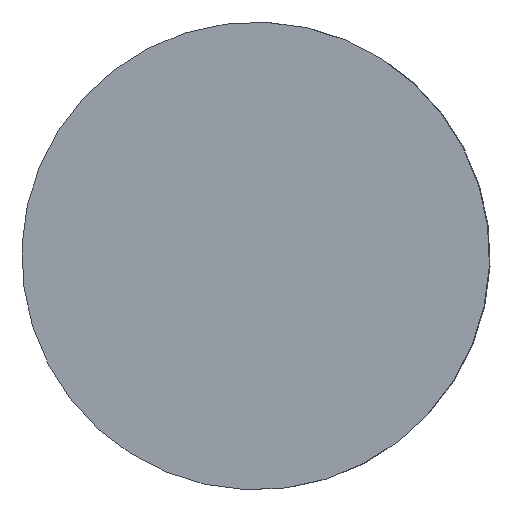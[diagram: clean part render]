
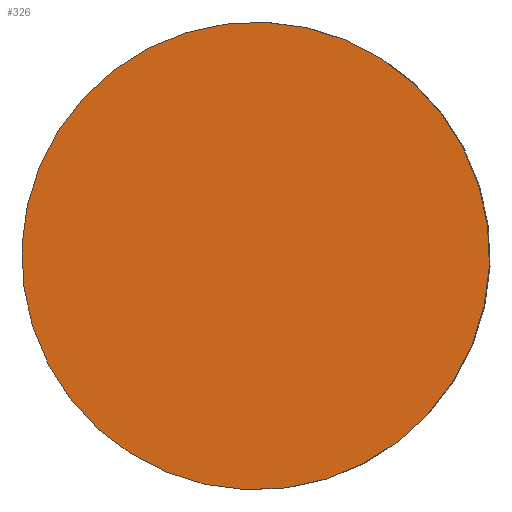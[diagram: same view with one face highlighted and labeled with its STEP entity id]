
A CAD part, front view. The second image highlights one B-rep face of the part: STEP entity #326.
In plain terms, the highlighted face is planar.
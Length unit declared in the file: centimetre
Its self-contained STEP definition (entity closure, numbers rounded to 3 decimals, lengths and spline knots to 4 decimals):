
#11 = DIRECTION ( 'NONE',  ( 0., 1., 0. ) ) ;
#42 = VERTEX_POINT ( 'NONE', #367 ) ;
#49 = AXIS2_PLACEMENT_3D ( 'NONE', #294, #11, #102 ) ;
#76 = FACE_OUTER_BOUND ( 'NONE', #180, .T. ) ;
#102 = DIRECTION ( 'NONE',  ( 0., 0., 1. ) ) ;
#103 = CIRCLE ( 'NONE', #233, 1.585 ) ;
#120 = ORIENTED_EDGE ( 'NONE', *, *, #407, .T. ) ;
#139 = CIRCLE ( 'NONE', #49, 1.585 ) ;
#172 = VERTEX_POINT ( 'NONE', #366 ) ;
#180 = EDGE_LOOP ( 'NONE', ( #120, #386 ) ) ;
#185 = CARTESIAN_POINT ( 'NONE',  ( 0.001, 197.0733, 0.0022 ) ) ;
#219 = PLANE ( 'NONE',  #318 ) ;
#233 = AXIS2_PLACEMENT_3D ( 'NONE', #396, #325, #399 ) ;
#263 = DIRECTION ( 'NONE',  ( -1., 0., 0. ) ) ;
#294 = CARTESIAN_POINT ( 'NONE',  ( 0.001, 197.0733, 0.0022 ) ) ;
#318 = AXIS2_PLACEMENT_3D ( 'NONE', #185, #328, #263 ) ;
#325 = DIRECTION ( 'NONE',  ( 0., 1., 0. ) ) ;
#326 = ADVANCED_FACE ( 'NONE', ( #76 ), #219, .T. ) ;
#328 = DIRECTION ( 'NONE',  ( 0., 1., 0. ) ) ;
#336 = EDGE_CURVE ( 'NONE', #42, #172, #139, .T. ) ;
#366 = CARTESIAN_POINT ( 'NONE',  ( 0.001, 197.0733, 1.5873 ) ) ;
#367 = CARTESIAN_POINT ( 'NONE',  ( 0.001, 197.0733, -1.5828 ) ) ;
#386 = ORIENTED_EDGE ( 'NONE', *, *, #336, .T. ) ;
#396 = CARTESIAN_POINT ( 'NONE',  ( 0.001, 197.0733, 0.0022 ) ) ;
#399 = DIRECTION ( 'NONE',  ( 0., 0., 1. ) ) ;
#407 = EDGE_CURVE ( 'NONE', #172, #42, #103, .T. ) ;
